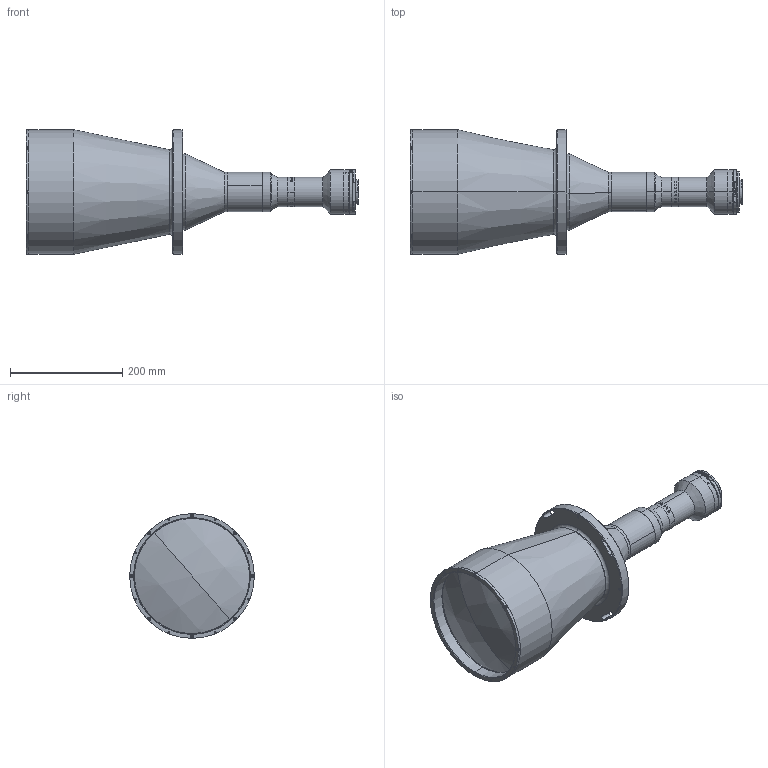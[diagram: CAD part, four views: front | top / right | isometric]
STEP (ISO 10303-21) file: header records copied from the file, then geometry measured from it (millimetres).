
FILE_DESCRIPTION (( 'STEP AP203' ), '1' );
FILE_NAME ('XF-PTL19538-F.STEP', '2019-07-22T09:30:23', ( 'puyufan' ), ( '' ), 'SwSTEP 2.0', 'SolidWorks 2014', '' );
FILE_SCHEMA (( 'CONFIG_CONTROL_DESIGN' ));
Length unit declared in the file: millimetre
Products named in the file (1): XF-PTL19538-F
Bounding box: 591.29 x 222 x 222 mm (x, y, z)
Surface area: 395898 mm2 (no closed solid volume)
Topology: 0 solids, 45 shells, 297 faces, 1396 edges, 1132 vertices
Faces by surface type: cylinder 146, plane 91, cone 40, torus 16, sphere 4
Entity records: 19512 total; most frequent: CARTESIAN_POINT 8361, DIRECTION 2315, ORIENTED_EDGE 1955, EDGE_CURVE 1390, VERTEX_POINT 1132, AXIS2_PLACEMENT_3D 892, CIRCLE 594, VECTOR 531
